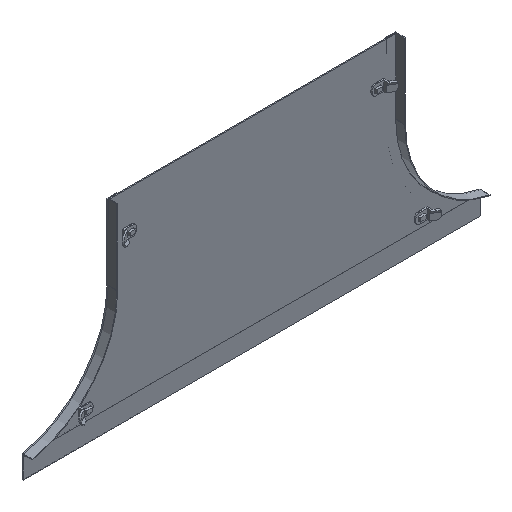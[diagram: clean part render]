
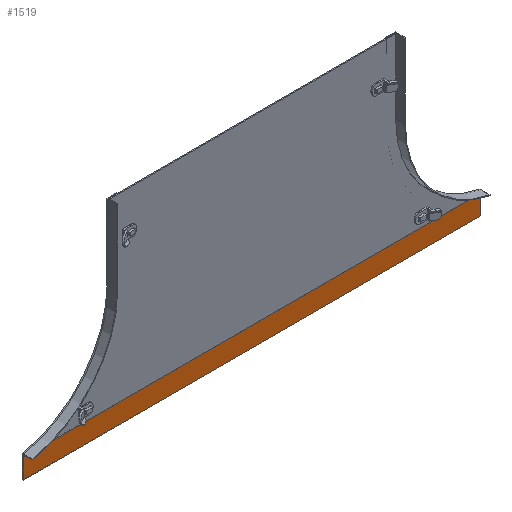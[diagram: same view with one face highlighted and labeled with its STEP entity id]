
A CAD part, isometric view. The second image highlights one B-rep face of the part: STEP entity #1519.
In plain terms, the highlighted planar face has unit normal (0, -1, 0).
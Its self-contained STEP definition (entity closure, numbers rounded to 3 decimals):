
#35 = LINE ( 'NONE', #2036, #2121 ) ;
#114 = DIRECTION ( 'NONE',  ( 0., 0., -1. ) ) ;
#129 = CARTESIAN_POINT ( 'NONE',  ( -320.5, 0., -282. ) ) ;
#136 = VECTOR ( 'NONE', #2898, 1000. ) ;
#181 = CARTESIAN_POINT ( 'NONE',  ( 320.5, 0., -254.914 ) ) ;
#225 = DIRECTION ( 'NONE',  ( -1., 0., 0. ) ) ;
#237 = VECTOR ( 'NONE', #2836, 1000. ) ;
#318 = EDGE_CURVE ( 'NONE', #2414, #468, #35, .T. ) ;
#329 = LINE ( 'NONE', #2936, #2433 ) ;
#369 = CARTESIAN_POINT ( 'NONE',  ( 350., 0., -104.529 ) ) ;
#468 = VERTEX_POINT ( 'NONE', #2079 ) ;
#500 = FACE_OUTER_BOUND ( 'NONE', #1761, .T. ) ;
#655 = EDGE_CURVE ( 'NONE', #2997, #1250, #2744, .T. ) ;
#862 = VERTEX_POINT ( 'NONE', #2941 ) ;
#941 = EDGE_CURVE ( 'NONE', #3454, #862, #329, .T. ) ;
#1000 = EDGE_CURVE ( 'NONE', #862, #1250, #2886, .T. ) ;
#1099 = AXIS2_PLACEMENT_3D ( 'NONE', #369, #2537, #1975 ) ;
#1209 = ORIENTED_EDGE ( 'NONE', *, *, #1000, .F. ) ;
#1250 = VERTEX_POINT ( 'NONE', #3108 ) ;
#1377 = CARTESIAN_POINT ( 'NONE',  ( -320.5, 0., -104.529 ) ) ;
#1401 = DIRECTION ( 'NONE',  ( 0., 0., 1. ) ) ;
#1519 = ADVANCED_FACE ( 'NONE', ( #500 ), #3054, .T. ) ;
#1594 = LINE ( 'NONE', #1845, #2942 ) ;
#1681 = ORIENTED_EDGE ( 'NONE', *, *, #2893, .F. ) ;
#1722 = ORIENTED_EDGE ( 'NONE', *, *, #318, .F. ) ;
#1733 = VECTOR ( 'NONE', #1401, 1000. ) ;
#1743 = LINE ( 'NONE', #181, #136 ) ;
#1761 = EDGE_LOOP ( 'NONE', ( #1722, #2369, #2651, #1209, #2367, #1681 ) ) ;
#1845 = CARTESIAN_POINT ( 'NONE',  ( 320.5, 0., -282. ) ) ;
#1975 = DIRECTION ( 'NONE',  ( 0., 0., -1. ) ) ;
#2036 = CARTESIAN_POINT ( 'NONE',  ( 320.5, 0., -281.529 ) ) ;
#2079 = CARTESIAN_POINT ( 'NONE',  ( 320.5, 0., -282. ) ) ;
#2121 = VECTOR ( 'NONE', #114, 1000. ) ;
#2292 = CARTESIAN_POINT ( 'NONE',  ( 350., 0., -254.5 ) ) ;
#2294 = CARTESIAN_POINT ( 'NONE',  ( 320.5, 0., -254.5 ) ) ;
#2367 = ORIENTED_EDGE ( 'NONE', *, *, #941, .F. ) ;
#2369 = ORIENTED_EDGE ( 'NONE', *, *, #2714, .T. ) ;
#2414 = VERTEX_POINT ( 'NONE', #3303 ) ;
#2433 = VECTOR ( 'NONE', #3023, 1000. ) ;
#2537 = DIRECTION ( 'NONE',  ( 0., -1., 0. ) ) ;
#2651 = ORIENTED_EDGE ( 'NONE', *, *, #655, .T. ) ;
#2714 = EDGE_CURVE ( 'NONE', #2414, #2997, #1743, .T. ) ;
#2744 = LINE ( 'NONE', #2292, #237 ) ;
#2836 = DIRECTION ( 'NONE',  ( -1., 0., 0. ) ) ;
#2886 = LINE ( 'NONE', #1377, #1733 ) ;
#2893 = EDGE_CURVE ( 'NONE', #468, #3454, #1594, .T. ) ;
#2898 = DIRECTION ( 'NONE',  ( 0., 0., 1. ) ) ;
#2936 = CARTESIAN_POINT ( 'NONE',  ( -320.5, 0., -281.529 ) ) ;
#2941 = CARTESIAN_POINT ( 'NONE',  ( -320.5, 0., -254.914 ) ) ;
#2942 = VECTOR ( 'NONE', #225, 1000. ) ;
#2997 = VERTEX_POINT ( 'NONE', #2294 ) ;
#3023 = DIRECTION ( 'NONE',  ( 0., 0., 1. ) ) ;
#3054 = PLANE ( 'NONE',  #1099 ) ;
#3108 = CARTESIAN_POINT ( 'NONE',  ( -320.5, 0., -254.5 ) ) ;
#3303 = CARTESIAN_POINT ( 'NONE',  ( 320.5, 0., -254.914 ) ) ;
#3454 = VERTEX_POINT ( 'NONE', #129 ) ;
